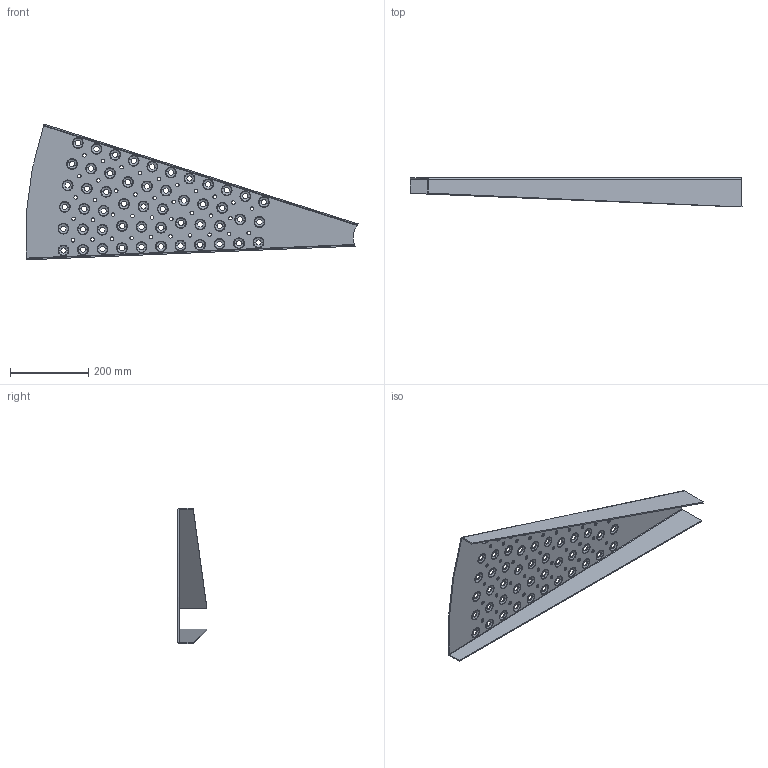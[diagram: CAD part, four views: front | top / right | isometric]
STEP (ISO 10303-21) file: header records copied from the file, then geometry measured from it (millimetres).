
FILE_DESCRIPTION (( 'STEP AP203' ), '1' );
FILE_NAME ('24122_24.0211_SPINDELTRIN_TYPE_K_900mm_V=20.STEP', '2011-10-11T08:25:41', ( 'JKJ' ), ( '' ), 'SwSTEP 2.0', 'SolidWorks 2011', '' );
FILE_SCHEMA (( 'CONFIG_CONTROL_DESIGN' ));
Length unit declared in the file: millimetre
Products named in the file (1): 24122_24.0211_SPINDELTRIN_TYPE_K_900mm_V=20
Bounding box: 850.64 x 76.29 x 347.74 mm (x, y, z)
Volume: 755570.6 mm3; surface area: 520942.2 mm2
Topology: 1 solids, 1 shells, 610 faces, 1764 edges, 1156 vertices
Faces by surface type: cone 306, torus 204, cylinder 80, plane 16, bspline 4
Entity records: 21437 total; most frequent: DIRECTION 4286, CARTESIAN_POINT 3719, ORIENTED_EDGE 3528, AXIS2_PLACEMENT_3D 1939, EDGE_CURVE 1764, CIRCLE 1332, VERTEX_POINT 1156, EDGE_LOOP 786
